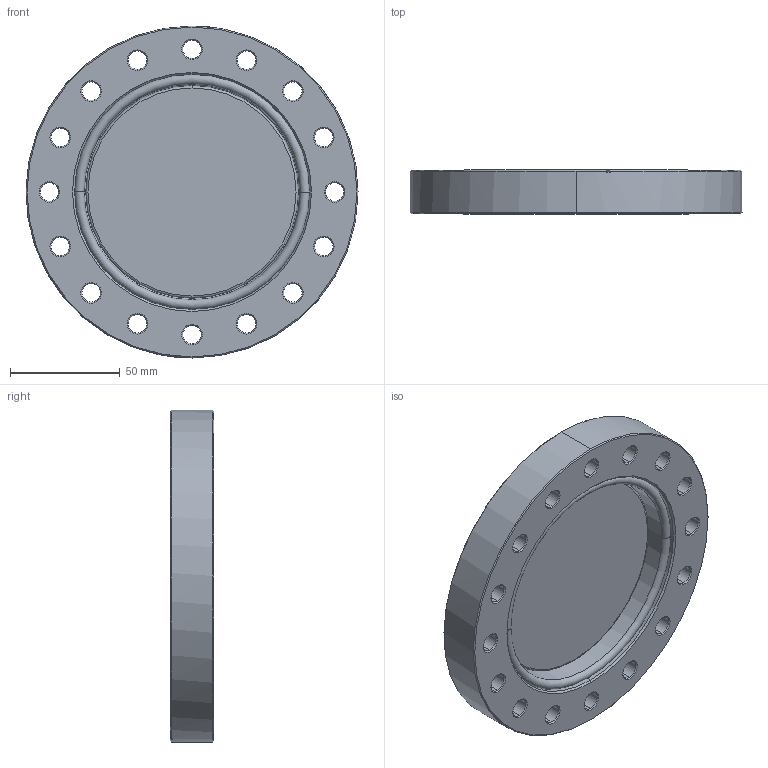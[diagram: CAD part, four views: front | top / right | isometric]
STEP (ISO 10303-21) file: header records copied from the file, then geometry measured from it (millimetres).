
FILE_DESCRIPTION (( 'STEP AP214' ), '1' );
FILE_NAME ('CF100-HVP4000.STEP', '2010-12-20T15:39:50', ( 'Hositrad' ), ( 'Hositrad' ), 'SwSTEP 2.0', 'SolidWorks 2010', '' );
FILE_SCHEMA (( 'AUTOMOTIVE_DESIGN' ));
Length unit declared in the file: millimetre
Products named in the file (5): CF100-HVP4000; ViewP-spinn-4000; NW100CF-HVP4000; Glas107; Viewport-metal-ring107.5
Assembly tree (4 placements, depth 3):
  CF100-HVP4000
    NW100CF-HVP4000
    ViewP-spinn-4000
      Viewport-metal-ring107.5
      Glas107
Bounding box: 151.6 x 19.9 x 151.6 mm (x, y, z)
Volume: 218677.7 mm3; surface area: 82345.4 mm2
Topology: 3 solids, 3 shells, 162 faces, 366 edges, 213 vertices
Faces by surface type: cone 75, cylinder 56, plane 17, torus 14
Entity records: 5120 total; most frequent: DIRECTION 919, CARTESIAN_POINT 761, ORIENTED_EDGE 732, AXIS2_PLACEMENT_3D 387, EDGE_CURVE 366, CIRCLE 217, VERTEX_POINT 213, EDGE_LOOP 201
